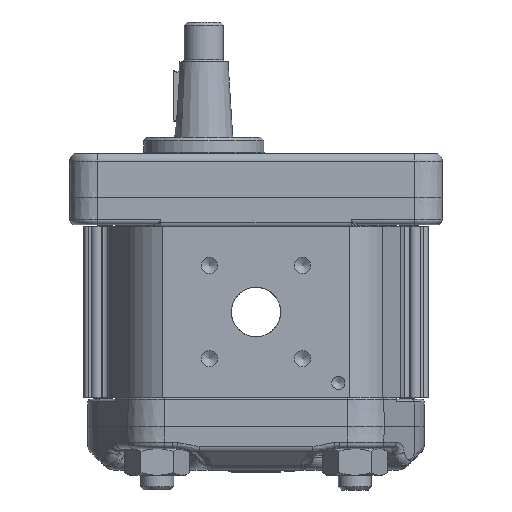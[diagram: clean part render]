
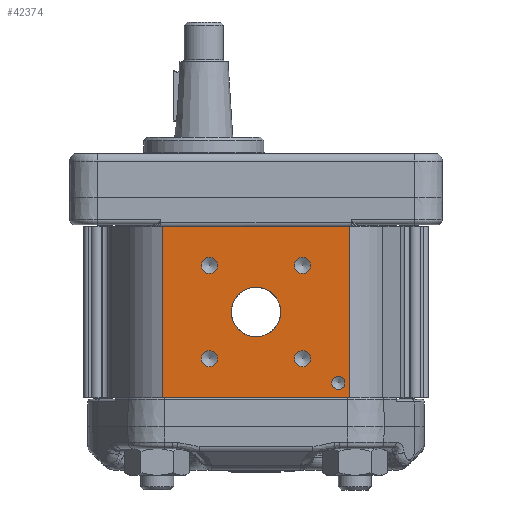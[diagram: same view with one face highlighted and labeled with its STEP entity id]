
A CAD part, left-side view. The second image highlights one B-rep face of the part: STEP entity #42374.
In plain terms, the highlighted planar face has unit normal (-1, 0, 0).
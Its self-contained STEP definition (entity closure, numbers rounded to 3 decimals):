
#40330=CARTESIAN_POINT('',(-45.,-44.347,-74.0));
#40331=VERTEX_POINT('',#40330);
#40332=CARTESIAN_POINT('',(-45.,12.677,-74.0));
#40333=VERTEX_POINT('',#40332);
#40334=CARTESIAN_POINT('',(-45.,-44.347,-74.0));
#40335=DIRECTION('',(0.,1.0,0.0));
#40336=VECTOR('',#40335,57.023);
#40337=LINE('',#40334,#40336);
#40338=EDGE_CURVE('',#40331,#40333,#40337,.T.);
#40854=CARTESIAN_POINT('',(-45.,12.677,-22.0));
#40855=VERTEX_POINT('',#40854);
#40856=CARTESIAN_POINT('',(-45.,-44.347,-22.0));
#40857=VERTEX_POINT('',#40856);
#40858=CARTESIAN_POINT('',(-45.,12.677,-22.0));
#40859=DIRECTION('',(0.,-1.0,0.0));
#40860=VECTOR('',#40859,57.023);
#40861=LINE('',#40858,#40860);
#40862=EDGE_CURVE('',#40855,#40857,#40861,.T.);
#41558=CARTESIAN_POINT('',(-45.,-40.835,-67.5));
#41559=VERTEX_POINT('',#41558);
#41560=CARTESIAN_POINT('',(-45.,-40.835,-69.5));
#41561=DIRECTION('',(1.0,0.,0.0));
#41562=DIRECTION('',(0.0,0.0,1.0));
#41563=AXIS2_PLACEMENT_3D('',#41560,#41561,#41562);
#41564=CIRCLE('',#41563,2.0);
#41565=EDGE_CURVE('',#41559,#41559,#41564,.T.);
#42078=CARTESIAN_POINT('',(-45.,-1.693,-31.399));
#42079=VERTEX_POINT('',#42078);
#42080=CARTESIAN_POINT('',(-45.,-1.693,-33.858));
#42081=DIRECTION('',(1.0,0.,0.0));
#42082=DIRECTION('',(0.0,0.0,1.0));
#42083=AXIS2_PLACEMENT_3D('',#42080,#42081,#42082);
#42084=CIRCLE('',#42083,2.459);
#42085=EDGE_CURVE('',#42079,#42079,#42084,.T.);
#42115=CARTESIAN_POINT('',(-45.,-29.977,-31.399));
#42116=VERTEX_POINT('',#42115);
#42117=CARTESIAN_POINT('',(-45.,-29.977,-33.858));
#42118=DIRECTION('',(1.0,0.,0.0));
#42119=DIRECTION('',(0.0,0.0,1.0));
#42120=AXIS2_PLACEMENT_3D('',#42117,#42118,#42119);
#42121=CIRCLE('',#42120,2.459);
#42122=EDGE_CURVE('',#42116,#42116,#42121,.T.);
#42152=CARTESIAN_POINT('',(-45.,-29.977,-59.684));
#42153=VERTEX_POINT('',#42152);
#42154=CARTESIAN_POINT('',(-45.,-29.977,-62.142));
#42155=DIRECTION('',(1.0,0.,0.0));
#42156=DIRECTION('',(0.0,0.0,1.0));
#42157=AXIS2_PLACEMENT_3D('',#42154,#42155,#42156);
#42158=CIRCLE('',#42157,2.459);
#42159=EDGE_CURVE('',#42153,#42153,#42158,.T.);
#42189=CARTESIAN_POINT('',(-45.,-1.693,-59.684));
#42190=VERTEX_POINT('',#42189);
#42191=CARTESIAN_POINT('',(-45.,-1.693,-62.142));
#42192=DIRECTION('',(1.0,0.,0.0));
#42193=DIRECTION('',(0.0,0.0,1.0));
#42194=AXIS2_PLACEMENT_3D('',#42191,#42192,#42193);
#42195=CIRCLE('',#42194,2.459);
#42196=EDGE_CURVE('',#42190,#42190,#42195,.T.);
#42209=CARTESIAN_POINT('',(-45.,-15.835,-40.5));
#42210=VERTEX_POINT('',#42209);
#42211=CARTESIAN_POINT('',(-45.,-15.835,-48.));
#42212=DIRECTION('',(1.0,0.,0.0));
#42213=DIRECTION('',(0.0,0.0,-1.0));
#42214=AXIS2_PLACEMENT_3D('',#42211,#42212,#42213);
#42215=CIRCLE('',#42214,7.5);
#42216=EDGE_CURVE('',#42210,#42210,#42215,.T.);
#42335=CARTESIAN_POINT('',(-45.,12.677,-74.0));
#42336=DIRECTION('',(1.0,0.,0.));
#42337=DIRECTION('',(0.0,0.0,-1.0));
#42338=AXIS2_PLACEMENT_3D('',#42335,#42336,#42337);
#42339=PLANE('',#42338);
#42340=ORIENTED_EDGE('',*,*,#40862,.F.);
#42341=CARTESIAN_POINT('',(-45.,12.677,-74.0));
#42342=DIRECTION('',(0.0,0.0,1.0));
#42343=VECTOR('',#42342,52.0);
#42344=LINE('',#42341,#42343);
#42345=EDGE_CURVE('',#40333,#40855,#42344,.T.);
#42346=ORIENTED_EDGE('',*,*,#42345,.F.);
#42347=ORIENTED_EDGE('',*,*,#40338,.F.);
#42348=CARTESIAN_POINT('',(-45.,-44.347,-22.0));
#42349=DIRECTION('',(0.0,0.0,-1.0));
#42350=VECTOR('',#42349,52.0);
#42351=LINE('',#42348,#42350);
#42352=EDGE_CURVE('',#40857,#40331,#42351,.T.);
#42353=ORIENTED_EDGE('',*,*,#42352,.F.);
#42354=EDGE_LOOP('',(#42340,#42346,#42347,#42353));
#42355=FACE_OUTER_BOUND('',#42354,.T.);
#42356=ORIENTED_EDGE('',*,*,#41565,.T.);
#42357=EDGE_LOOP('',(#42356));
#42358=FACE_BOUND('',#42357,.T.);
#42359=ORIENTED_EDGE('',*,*,#42085,.T.);
#42360=EDGE_LOOP('',(#42359));
#42361=FACE_BOUND('',#42360,.T.);
#42362=ORIENTED_EDGE('',*,*,#42122,.T.);
#42363=EDGE_LOOP('',(#42362));
#42364=FACE_BOUND('',#42363,.T.);
#42365=ORIENTED_EDGE('',*,*,#42159,.T.);
#42366=EDGE_LOOP('',(#42365));
#42367=FACE_BOUND('',#42366,.T.);
#42368=ORIENTED_EDGE('',*,*,#42196,.T.);
#42369=EDGE_LOOP('',(#42368));
#42370=FACE_BOUND('',#42369,.T.);
#42371=ORIENTED_EDGE('',*,*,#42216,.T.);
#42372=EDGE_LOOP('',(#42371));
#42373=FACE_BOUND('',#42372,.T.);
#42374=ADVANCED_FACE('',(#42355,#42358,#42361,#42364,#42367,#42370,#42373),#42339,.F.);
